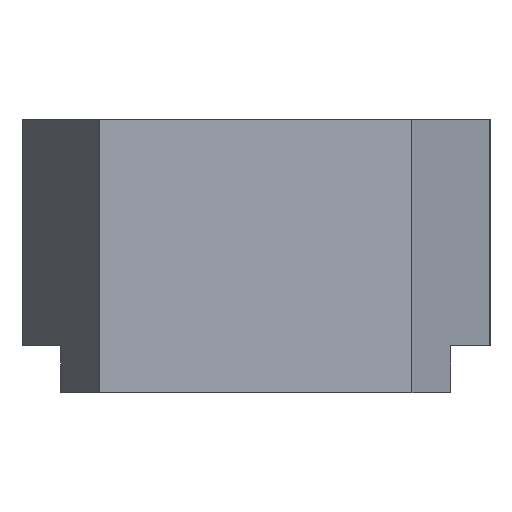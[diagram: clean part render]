
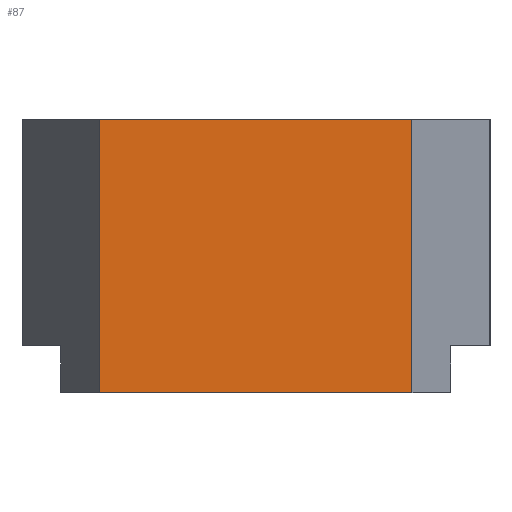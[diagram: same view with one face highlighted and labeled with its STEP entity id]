
A CAD part, left-side view. The second image highlights one B-rep face of the part: STEP entity #87.
In plain terms, the highlighted planar face has unit normal (-1, 0, 0).
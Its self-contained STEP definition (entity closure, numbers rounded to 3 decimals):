
#87 = ADVANCED_FACE( '', ( #129 ), #130, .F. );
#129 = FACE_OUTER_BOUND( '', #187, .T. );
#130 = PLANE( '', #188 );
#187 = EDGE_LOOP( '', ( #307, #308, #309, #310 ) );
#188 = AXIS2_PLACEMENT_3D( '', #311, #312, #313 );
#307 = ORIENTED_EDGE( '', *, *, #415, .T. );
#308 = ORIENTED_EDGE( '', *, *, #422, .F. );
#309 = ORIENTED_EDGE( '', *, *, #436, .F. );
#310 = ORIENTED_EDGE( '', *, *, #430, .T. );
#311 = CARTESIAN_POINT( '', ( -160., 20., 35. ) );
#312 = DIRECTION( '', ( 1., 0., 0. ) );
#313 = DIRECTION( '', ( 0., 0., -1. ) );
#415 = EDGE_CURVE( '', #487, #485, #488, .T. );
#422 = EDGE_CURVE( '', #498, #485, #500, .T. );
#430 = EDGE_CURVE( '', #513, #487, #514, .T. );
#436 = EDGE_CURVE( '', #513, #498, #522, .T. );
#485 = VERTEX_POINT( '', #588 );
#487 = VERTEX_POINT( '', #591 );
#488 = LINE( '', #592, #593 );
#498 = VERTEX_POINT( '', #608 );
#500 = LINE( '', #611, #612 );
#513 = VERTEX_POINT( '', #632 );
#514 = LINE( '', #633, #634 );
#522 = LINE( '', #647, #648 );
#588 = CARTESIAN_POINT( '', ( -160., -20., 0. ) );
#591 = CARTESIAN_POINT( '', ( -160., 20., 0. ) );
#592 = CARTESIAN_POINT( '', ( -160., 20., 0. ) );
#593 = VECTOR( '', #704, 1000. );
#608 = CARTESIAN_POINT( '', ( -160., -20., 35. ) );
#611 = CARTESIAN_POINT( '', ( -160., -20., 35. ) );
#612 = VECTOR( '', #711, 1000. );
#632 = CARTESIAN_POINT( '', ( -160., 20., 35. ) );
#633 = CARTESIAN_POINT( '', ( -160., 20., 35. ) );
#634 = VECTOR( '', #719, 1000. );
#647 = CARTESIAN_POINT( '', ( -160., 20., 35. ) );
#648 = VECTOR( '', #725, 1000. );
#704 = DIRECTION( '', ( 0., -1., 0. ) );
#711 = DIRECTION( '', ( 0., 0., -1. ) );
#719 = DIRECTION( '', ( 0., 0., -1. ) );
#725 = DIRECTION( '', ( 0., -1., 0. ) );
